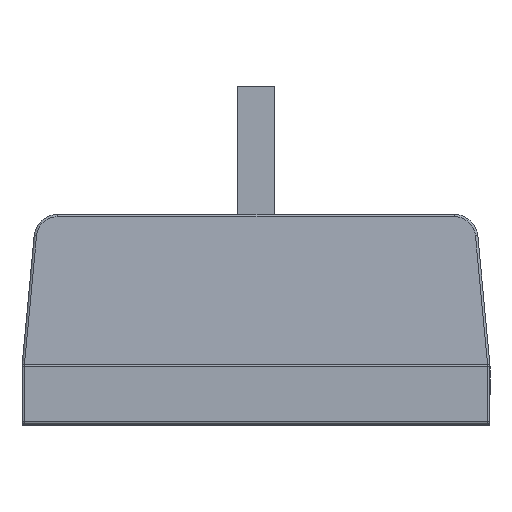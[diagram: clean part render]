
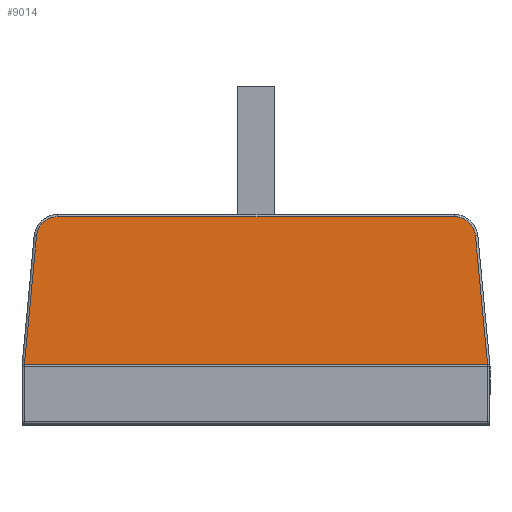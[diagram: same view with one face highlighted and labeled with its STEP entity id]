
A CAD part, top view. The second image highlights one B-rep face of the part: STEP entity #9014.
In plain terms, the highlighted planar face has unit normal (0, 0.033, 1).
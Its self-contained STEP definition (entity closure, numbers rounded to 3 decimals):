
#91=B_SPLINE_CURVE_WITH_KNOTS('',3,(#13250,#13251,#13252,#13253,#13254,
#13255,#13256),.UNSPECIFIED.,.F.,.F.,(4,3,4),(0.,0.739,1.477),
 .UNSPECIFIED.);
#92=B_SPLINE_CURVE_WITH_KNOTS('',3,(#13260,#13261,#13262,#13263,#13264,
#13265,#13266),.UNSPECIFIED.,.F.,.F.,(4,3,4),(1.664,2.403,
3.142),.UNSPECIFIED.);
#1369=FACE_OUTER_BOUND('',#1917,.T.);
#1917=EDGE_LOOP('',(#6302,#6303,#6304,#6305,#6306,#6307,#6308,#6309,#6310,
#6311));
#2524=LINE('',#13236,#3351);
#2528=LINE('',#13246,#3355);
#2529=LINE('',#13248,#3356);
#2530=LINE('',#13258,#3357);
#2531=LINE('',#13268,#3358);
#2532=LINE('',#13270,#3359);
#2533=LINE('',#13272,#3360);
#2534=LINE('',#13273,#3361);
#3351=VECTOR('',#10608,1000.);
#3355=VECTOR('',#10616,1000.);
#3356=VECTOR('',#10617,1000.);
#3357=VECTOR('',#10618,1000.);
#3358=VECTOR('',#10619,1000.);
#3359=VECTOR('',#10620,1000.);
#3360=VECTOR('',#10621,1000.);
#3361=VECTOR('',#10622,1000.);
#4190=VERTEX_POINT('',#13234);
#4191=VERTEX_POINT('',#13235);
#4195=VERTEX_POINT('',#13245);
#4196=VERTEX_POINT('',#13247);
#4197=VERTEX_POINT('',#13249);
#4198=VERTEX_POINT('',#13257);
#4199=VERTEX_POINT('',#13259);
#4200=VERTEX_POINT('',#13267);
#4201=VERTEX_POINT('',#13269);
#4202=VERTEX_POINT('',#13271);
#4974=EDGE_CURVE('',#4190,#4191,#2524,.T.);
#4979=EDGE_CURVE('',#4191,#4195,#2528,.T.);
#4980=EDGE_CURVE('',#4190,#4196,#2529,.T.);
#4981=EDGE_CURVE('',#4197,#4196,#91,.T.);
#4982=EDGE_CURVE('',#4197,#4198,#2530,.T.);
#4983=EDGE_CURVE('',#4199,#4198,#92,.T.);
#4984=EDGE_CURVE('',#4199,#4200,#2531,.T.);
#4985=EDGE_CURVE('',#4201,#4200,#2532,.T.);
#4986=EDGE_CURVE('',#4202,#4201,#2533,.T.);
#4987=EDGE_CURVE('',#4195,#4202,#2534,.T.);
#6302=ORIENTED_EDGE('',*,*,#4979,.F.);
#6303=ORIENTED_EDGE('',*,*,#4974,.F.);
#6304=ORIENTED_EDGE('',*,*,#4980,.T.);
#6305=ORIENTED_EDGE('',*,*,#4981,.F.);
#6306=ORIENTED_EDGE('',*,*,#4982,.T.);
#6307=ORIENTED_EDGE('',*,*,#4983,.F.);
#6308=ORIENTED_EDGE('',*,*,#4984,.T.);
#6309=ORIENTED_EDGE('',*,*,#4985,.F.);
#6310=ORIENTED_EDGE('',*,*,#4986,.F.);
#6311=ORIENTED_EDGE('',*,*,#4987,.F.);
#8766=PLANE('',#9612);
#9014=ADVANCED_FACE('',(#1369),#8766,.T.);
#9612=AXIS2_PLACEMENT_3D('',#13244,#10614,#10615);
#10608=DIRECTION('',(-1.,0.,0.));
#10614=DIRECTION('center_axis',(0.,0.033,
0.999));
#10615=DIRECTION('ref_axis',(-1.,0.,0.));
#10616=DIRECTION('',(0.,0.999,-0.033));
#10617=DIRECTION('',(-0.093,0.995,-0.033));
#10618=DIRECTION('',(-1.,0.,0.));
#10619=DIRECTION('',(-0.093,-0.995,0.033));
#10620=DIRECTION('',(-1.,0.,0.));
#10621=DIRECTION('',(0.,-0.999,0.033));
#10622=DIRECTION('',(-1.,0.,0.));
#13234=CARTESIAN_POINT('',(4.903,-1.685,13.54));
#13235=CARTESIAN_POINT('',(3.95,-1.685,13.54));
#13236=CARTESIAN_POINT('',(-4.65,-1.685,13.54));
#13244=CARTESIAN_POINT('Origin',(0.,1.54,13.433));
#13245=CARTESIAN_POINT('',(3.95,-1.638,13.538));
#13246=CARTESIAN_POINT('',(3.95,1.54,13.433));
#13247=CARTESIAN_POINT('',(4.643,1.084,13.448));
#13248=CARTESIAN_POINT('',(4.56,1.967,13.419));
#13249=CARTESIAN_POINT('',(4.195,1.492,13.435));
#13250=CARTESIAN_POINT('Ctrl Pts',(4.195,1.492,13.435));
#13251=CARTESIAN_POINT('Ctrl Pts',(4.306,1.492,13.435));
#13252=CARTESIAN_POINT('Ctrl Pts',(4.416,1.449,13.436));
#13253=CARTESIAN_POINT('Ctrl Pts',(4.498,1.374,13.438));
#13254=CARTESIAN_POINT('Ctrl Pts',(4.58,1.3,13.441));
#13255=CARTESIAN_POINT('Ctrl Pts',(4.632,1.194,13.444));
#13256=CARTESIAN_POINT('Ctrl Pts',(4.643,1.084,13.448));
#13257=CARTESIAN_POINT('',(-4.195,1.492,13.435));
#13258=CARTESIAN_POINT('',(0.,1.492,13.435));
#13259=CARTESIAN_POINT('',(-4.643,1.084,13.448));
#13260=CARTESIAN_POINT('Ctrl Pts',(-4.643,1.084,13.448));
#13261=CARTESIAN_POINT('Ctrl Pts',(-4.632,1.194,13.444));
#13262=CARTESIAN_POINT('Ctrl Pts',(-4.58,1.3,13.441));
#13263=CARTESIAN_POINT('Ctrl Pts',(-4.498,1.374,13.438));
#13264=CARTESIAN_POINT('Ctrl Pts',(-4.416,1.449,13.436));
#13265=CARTESIAN_POINT('Ctrl Pts',(-4.306,1.492,13.435));
#13266=CARTESIAN_POINT('Ctrl Pts',(-4.195,1.492,13.435));
#13267=CARTESIAN_POINT('',(-4.903,-1.685,13.54));
#13268=CARTESIAN_POINT('',(-4.56,1.967,13.419));
#13269=CARTESIAN_POINT('',(-3.95,-1.685,13.54));
#13270=CARTESIAN_POINT('',(-4.65,-1.685,13.54));
#13271=CARTESIAN_POINT('',(-3.95,-1.638,13.538));
#13272=CARTESIAN_POINT('',(-3.95,1.54,13.433));
#13273=CARTESIAN_POINT('',(0.,-1.638,13.538));
